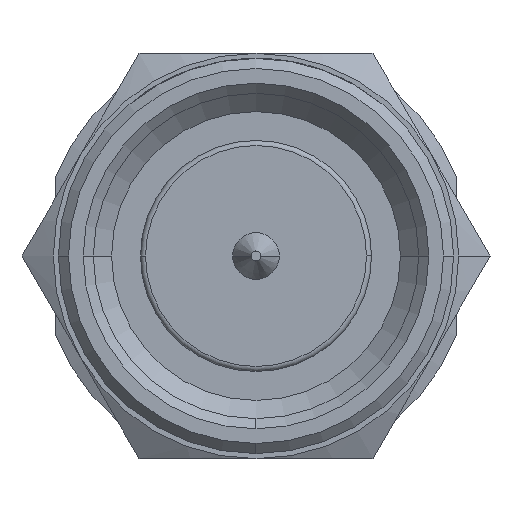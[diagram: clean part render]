
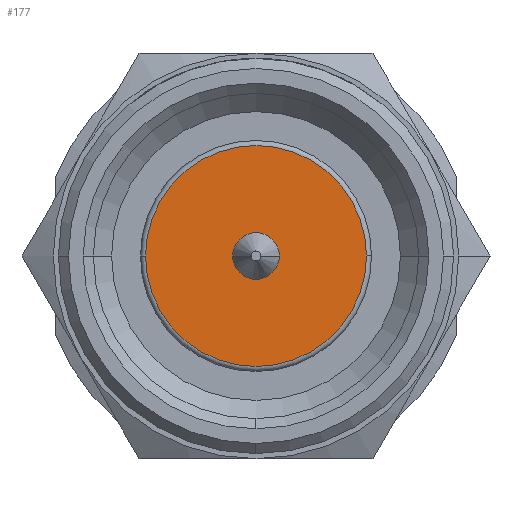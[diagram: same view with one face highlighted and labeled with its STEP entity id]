
A CAD part, left-side view. The second image highlights one B-rep face of the part: STEP entity #177.
In plain terms, the highlighted planar face has unit normal (-1, 0, 0).
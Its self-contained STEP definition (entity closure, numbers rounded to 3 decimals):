
#36 = DIRECTION ( 'NONE',  ( 0., 1., 0. ) ) ;
#132 = DIRECTION ( 'NONE',  ( 0., -1., 0. ) ) ;
#142 = CIRCLE ( 'NONE', #887, 0.46 ) ;
#154 = DIRECTION ( 'NONE',  ( -1., 0., 0. ) ) ;
#177 = ADVANCED_FACE ( 'NONE', ( #404, #4866 ), #3580, .T. ) ;
#404 = FACE_BOUND ( 'NONE', #819, .T. ) ;
#720 = CARTESIAN_POINT ( 'NONE',  ( 3.15, 0., 0. ) ) ;
#819 = EDGE_LOOP ( 'NONE', ( #4229, #2912 ) ) ;
#845 = AXIS2_PLACEMENT_3D ( 'NONE', #5396, #3945, #873 ) ;
#873 = DIRECTION ( 'NONE',  ( 0., 0., 1. ) ) ;
#887 = AXIS2_PLACEMENT_3D ( 'NONE', #720, #5192, #1101 ) ;
#1101 = DIRECTION ( 'NONE',  ( 0., -1., 0. ) ) ;
#1327 = VERTEX_POINT ( 'NONE', #4705 ) ;
#1424 = CIRCLE ( 'NONE', #4763, 2.18 ) ;
#1683 = AXIS2_PLACEMENT_3D ( 'NONE', #3953, #1684, #3500 ) ;
#1684 = DIRECTION ( 'NONE',  ( 1., 0., 0. ) ) ;
#2026 = ORIENTED_EDGE ( 'NONE', *, *, #4025, .F. ) ;
#2342 = VERTEX_POINT ( 'NONE', #5368 ) ;
#2369 = CARTESIAN_POINT ( 'NONE',  ( 3.15, -2.18, 0. ) ) ;
#2642 = EDGE_CURVE ( 'NONE', #2342, #3835, #2938, .T. ) ;
#2912 = ORIENTED_EDGE ( 'NONE', *, *, #2642, .F. ) ;
#2938 = CIRCLE ( 'NONE', #3706, 0.46 ) ;
#3099 = EDGE_LOOP ( 'NONE', ( #2026, #4459 ) ) ;
#3500 = DIRECTION ( 'NONE',  ( 0., 1., 0. ) ) ;
#3580 = PLANE ( 'NONE',  #845 ) ;
#3706 = AXIS2_PLACEMENT_3D ( 'NONE', #4166, #154, #36 ) ;
#3835 = VERTEX_POINT ( 'NONE', #5197 ) ;
#3945 = DIRECTION ( 'NONE',  ( -1., 0., 0. ) ) ;
#3953 = CARTESIAN_POINT ( 'NONE',  ( 3.15, 0., 0. ) ) ;
#4025 = EDGE_CURVE ( 'NONE', #4346, #1327, #1424, .T. ) ;
#4158 = CIRCLE ( 'NONE', #1683, 2.18 ) ;
#4166 = CARTESIAN_POINT ( 'NONE',  ( 3.15, 0., 0. ) ) ;
#4204 = DIRECTION ( 'NONE',  ( 1., 0., 0. ) ) ;
#4229 = ORIENTED_EDGE ( 'NONE', *, *, #5784, .F. ) ;
#4346 = VERTEX_POINT ( 'NONE', #2369 ) ;
#4459 = ORIENTED_EDGE ( 'NONE', *, *, #4798, .F. ) ;
#4705 = CARTESIAN_POINT ( 'NONE',  ( 3.15, 2.18, 0. ) ) ;
#4763 = AXIS2_PLACEMENT_3D ( 'NONE', #5036, #4204, #132 ) ;
#4798 = EDGE_CURVE ( 'NONE', #1327, #4346, #4158, .T. ) ;
#4866 = FACE_OUTER_BOUND ( 'NONE', #3099, .T. ) ;
#5036 = CARTESIAN_POINT ( 'NONE',  ( 3.15, 0., 0. ) ) ;
#5192 = DIRECTION ( 'NONE',  ( -1., 0., 0. ) ) ;
#5197 = CARTESIAN_POINT ( 'NONE',  ( 3.15, -0.46, 0. ) ) ;
#5368 = CARTESIAN_POINT ( 'NONE',  ( 3.15, 0.46, 0. ) ) ;
#5396 = CARTESIAN_POINT ( 'NONE',  ( 3.15, 0., 0. ) ) ;
#5784 = EDGE_CURVE ( 'NONE', #3835, #2342, #142, .T. ) ;
